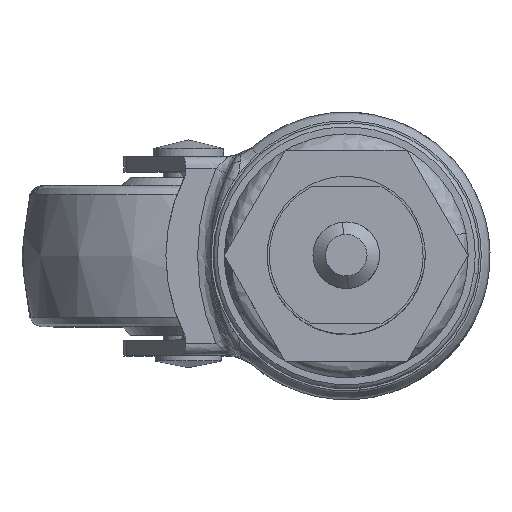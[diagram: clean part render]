
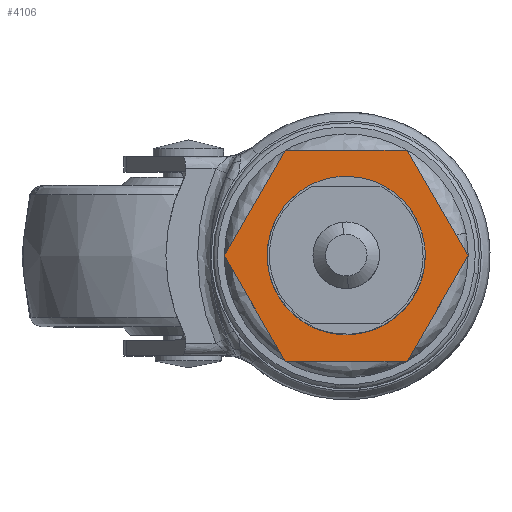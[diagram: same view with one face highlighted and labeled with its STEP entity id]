
A CAD part, top view. The second image highlights one B-rep face of the part: STEP entity #4106.
In plain terms, the highlighted free-form (B-spline) face has degree [1, 1] with [2, 2] control points.
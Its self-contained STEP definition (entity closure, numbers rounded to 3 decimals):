
#3458=CARTESIAN_POINT('',(-0.201,7.987,0.));
#3459=VERTEX_POINT('',#3458);
#3460=CARTESIAN_POINT('',(7.99,0.0,0.0));
#3461=VERTEX_POINT('',#3460);
#3462=CARTESIAN_POINT('',(-0.201,7.987,0.));
#3463=CARTESIAN_POINT('',(-0.1,7.99,0.0));
#3464=CARTESIAN_POINT('',(0.0,7.99,0.0));
#3465=CARTESIAN_POINT('',(7.99,7.99,0.0));
#3466=CARTESIAN_POINT('',(7.99,0.0,0.0));
#3474=(BOUNDED_CURVE()B_SPLINE_CURVE(2,(#3462,#3463,#3464,#3465,#3466),.UNSPECIFIED.,.F.,.U.)B_SPLINE_CURVE_WITH_KNOTS((3,2,3),(0.246,0.25,0.5),.UNSPECIFIED.)CURVE()GEOMETRIC_REPRESENTATION_ITEM()RATIONAL_B_SPLINE_CURVE((0.99,0.995,1.0,0.707,1.0))REPRESENTATION_ITEM(''));
#3475=EDGE_CURVE('',#3459,#3461,#3474,.T.);
#3494=CARTESIAN_POINT('',(-7.987,-0.201,0.));
#3495=VERTEX_POINT('',#3494);
#3509=CARTESIAN_POINT('',(7.99,0.0,0.0));
#3510=CARTESIAN_POINT('',(7.99,-7.99,0.0));
#3511=CARTESIAN_POINT('',(0.0,-7.99,0.0));
#3512=CARTESIAN_POINT('',(-7.792,-7.99,0.0));
#3513=CARTESIAN_POINT('',(-7.987,-0.201,0.));
#3521=(BOUNDED_CURVE()B_SPLINE_CURVE(2,(#3509,#3510,#3511,#3512,#3513),.UNSPECIFIED.,.F.,.U.)B_SPLINE_CURVE_WITH_KNOTS((3,2,3),(0.5,0.75,0.996),.UNSPECIFIED.)CURVE()GEOMETRIC_REPRESENTATION_ITEM()RATIONAL_B_SPLINE_CURVE((1.0,0.707,1.0,0.712,0.99))REPRESENTATION_ITEM(''));
#3522=EDGE_CURVE('',#3461,#3495,#3521,.T.);
#3544=CARTESIAN_POINT('',(-7.99,0.0,0.0));
#3545=VERTEX_POINT('',#3544);
#3546=CARTESIAN_POINT('',(-7.99,0.0,0.0));
#3547=CARTESIAN_POINT('',(-7.99,7.792,0.0));
#3548=CARTESIAN_POINT('',(-0.201,7.987,0.));
#3556=(BOUNDED_CURVE()B_SPLINE_CURVE(2,(#3546,#3547,#3548),.UNSPECIFIED.,.F.,.U.)B_SPLINE_CURVE_WITH_KNOTS((3,3),(0.0,0.246),.UNSPECIFIED.)CURVE()GEOMETRIC_REPRESENTATION_ITEM()RATIONAL_B_SPLINE_CURVE((1.0,0.712,0.99))REPRESENTATION_ITEM(''));
#3557=EDGE_CURVE('',#3545,#3459,#3556,.T.);
#3559=CARTESIAN_POINT('',(-7.987,-0.201,0.));
#3560=CARTESIAN_POINT('',(-7.99,-0.1,0.0));
#3561=CARTESIAN_POINT('',(-7.99,0.0,0.0));
#3569=(BOUNDED_CURVE()B_SPLINE_CURVE(2,(#3559,#3560,#3561),.UNSPECIFIED.,.F.,.U.)B_SPLINE_CURVE_WITH_KNOTS((3,3),(0.996,1.0),.UNSPECIFIED.)CURVE()GEOMETRIC_REPRESENTATION_ITEM()RATIONAL_B_SPLINE_CURVE((0.99,0.995,1.0))REPRESENTATION_ITEM(''));
#3570=EDGE_CURVE('',#3495,#3545,#3569,.T.);
#3924=CARTESIAN_POINT('',(14.66,0.0,0.0));
#3925=VERTEX_POINT('',#3924);
#3926=CARTESIAN_POINT('',(7.33,12.696,0.0));
#3927=VERTEX_POINT('',#3926);
#3928=CARTESIAN_POINT('',(14.66,0.0,0.0));
#3929=CARTESIAN_POINT('',(7.33,12.696,0.0));
#3930=QUASI_UNIFORM_CURVE('',1,(#3928,#3929),.UNSPECIFIED.,.F.,.U.);
#3931=EDGE_CURVE('',#3925,#3927,#3930,.T.);
#3960=CARTESIAN_POINT('',(7.33,-12.696,0.0));
#3961=VERTEX_POINT('',#3960);
#3962=CARTESIAN_POINT('',(7.33,-12.696,0.0));
#3963=CARTESIAN_POINT('',(14.66,0.0,0.0));
#3964=QUASI_UNIFORM_CURVE('',1,(#3962,#3963),.UNSPECIFIED.,.F.,.U.);
#3965=EDGE_CURVE('',#3961,#3925,#3964,.T.);
#3988=CARTESIAN_POINT('',(-7.33,-12.696,0.0));
#3989=VERTEX_POINT('',#3988);
#3990=CARTESIAN_POINT('',(-7.33,-12.696,0.0));
#3991=CARTESIAN_POINT('',(7.33,-12.696,0.0));
#3992=QUASI_UNIFORM_CURVE('',1,(#3990,#3991),.UNSPECIFIED.,.F.,.U.);
#3993=EDGE_CURVE('',#3989,#3961,#3992,.T.);
#4016=CARTESIAN_POINT('',(-14.66,0.0,0.0));
#4017=VERTEX_POINT('',#4016);
#4018=CARTESIAN_POINT('',(-14.66,0.0,0.0));
#4019=CARTESIAN_POINT('',(-7.33,-12.696,0.0));
#4020=QUASI_UNIFORM_CURVE('',1,(#4018,#4019),.UNSPECIFIED.,.F.,.U.);
#4021=EDGE_CURVE('',#4017,#3989,#4020,.T.);
#4044=CARTESIAN_POINT('',(-7.33,12.696,0.0));
#4045=VERTEX_POINT('',#4044);
#4046=CARTESIAN_POINT('',(-7.33,12.696,0.0));
#4047=CARTESIAN_POINT('',(-14.66,0.0,0.0));
#4048=QUASI_UNIFORM_CURVE('',1,(#4046,#4047),.UNSPECIFIED.,.F.,.U.);
#4049=EDGE_CURVE('',#4045,#4017,#4048,.T.);
#4072=CARTESIAN_POINT('',(7.33,12.696,0.0));
#4073=CARTESIAN_POINT('',(-7.33,12.696,0.0));
#4074=QUASI_UNIFORM_CURVE('',1,(#4072,#4073),.UNSPECIFIED.,.F.,.U.);
#4075=EDGE_CURVE('',#3927,#4045,#4074,.T.);
#4087=CARTESIAN_POINT('',(-16.125,-13.964,0.0));
#4088=CARTESIAN_POINT('',(16.125,-13.964,0.0));
#4089=CARTESIAN_POINT('',(-16.125,13.964,0.0));
#4090=CARTESIAN_POINT('',(16.125,13.964,0.0));
#4091=B_SPLINE_SURFACE_WITH_KNOTS('',1,1,((#4087,#4089),(#4088,#4090)),.UNSPECIFIED.,.F.,.F.,.U.,(2,2),(2,2),(0.0,32.249),(0.0,27.929),.UNSPECIFIED.);
#4092=ORIENTED_EDGE('',*,*,#4075,.T.);
#4093=ORIENTED_EDGE('',*,*,#4049,.T.);
#4094=ORIENTED_EDGE('',*,*,#4021,.T.);
#4095=ORIENTED_EDGE('',*,*,#3993,.T.);
#4096=ORIENTED_EDGE('',*,*,#3965,.T.);
#4097=ORIENTED_EDGE('',*,*,#3931,.T.);
#4098=EDGE_LOOP('',(#4092,#4093,#4094,#4095,#4096,#4097));
#4099=FACE_OUTER_BOUND('',#4098,.T.);
#4100=ORIENTED_EDGE('',*,*,#3522,.T.);
#4101=ORIENTED_EDGE('',*,*,#3570,.T.);
#4102=ORIENTED_EDGE('',*,*,#3557,.T.);
#4103=ORIENTED_EDGE('',*,*,#3475,.T.);
#4104=EDGE_LOOP('',(#4100,#4101,#4102,#4103));
#4105=FACE_BOUND('',#4104,.T.);
#4106=ADVANCED_FACE('',(#4099,#4105),#4091,.T.);
